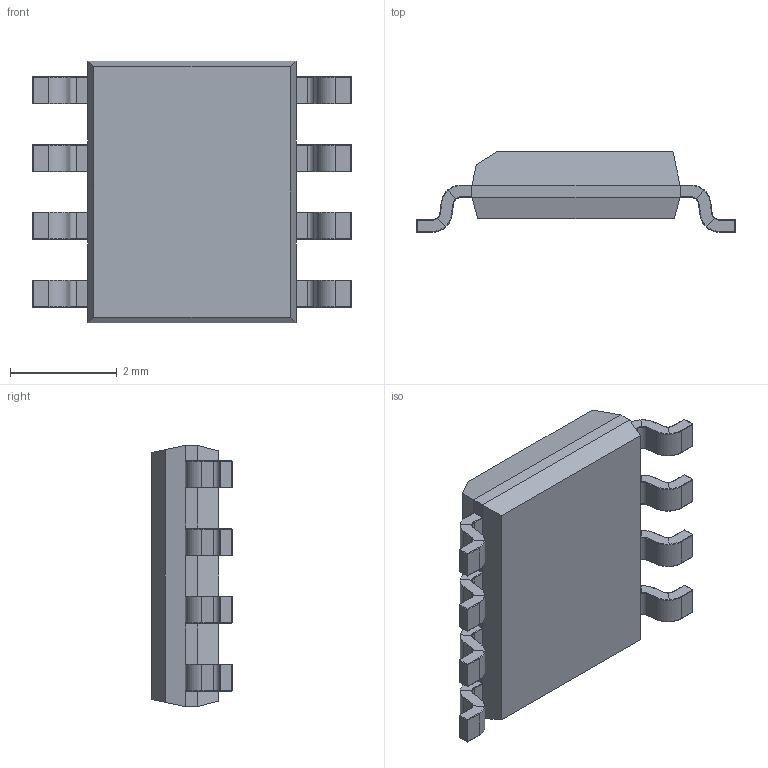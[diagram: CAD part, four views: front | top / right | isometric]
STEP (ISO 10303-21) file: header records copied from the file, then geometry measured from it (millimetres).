
FILE_DESCRIPTION (( 'STEP AP214' ), '1' );
FILE_NAME ('SOIC-8.STEP', '2025-04-10T15:34:37', ( '' ), ( '' ), 'SwSTEP 2.0', 'SolidWorks 2024', '' );
FILE_SCHEMA (( 'AUTOMOTIVE_DESIGN' ));
Length unit declared in the file: millimetre
Products named in the file (1): SOIC-8
Bounding box: 5.98 x 1.5 x 4.9 mm (x, y, z)
Volume: 24 mm3; surface area: 72.4 mm2
Topology: 1 solids, 1 shells, 450 faces, 1045 edges, 566 vertices
Faces by surface type: cylinder 160, torus 130, plane 128, sphere 32
Entity records: 12438 total; most frequent: DIRECTION 2497, CARTESIAN_POINT 2030, ORIENTED_EDGE 2026, AXIS2_PLACEMENT_3D 1033, EDGE_CURVE 1013, CIRCLE 582, VERTEX_POINT 566, EDGE_LOOP 451
